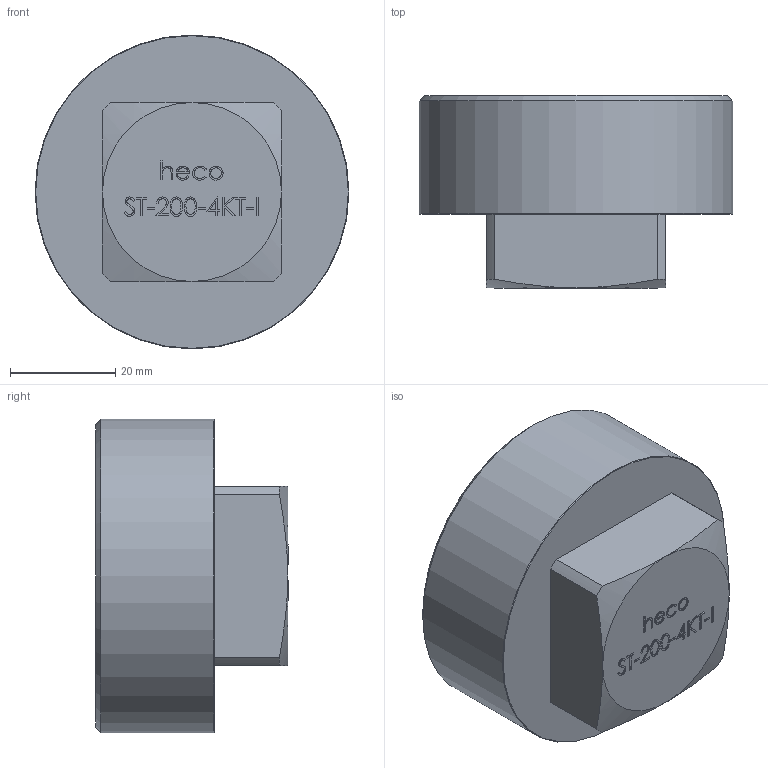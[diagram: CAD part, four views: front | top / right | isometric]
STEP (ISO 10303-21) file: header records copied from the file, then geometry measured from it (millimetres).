
FILE_DESCRIPTION (( 'STEP AP214' ), '1' );
FILE_NAME ('heco_ST-200-4KT-I 1510.STEP', '2015-10-21T09:16:27', ( 'test' ), ( '' ), 'SwSTEP 2.0', 'SolidWorks 2011', '' );
FILE_SCHEMA (( 'AUTOMOTIVE_DESIGN' ));
Length unit declared in the file: millimetre
Products named in the file (1): heco_ST-200-4KT-I 1510
Bounding box: 59.61 x 36.6 x 59.61 mm (x, y, z)
Volume: 31523.8 mm3; surface area: 15416.4 mm2
Topology: 1 solids, 1 shells, 197 faces, 504 edges, 333 vertices
Faces by surface type: plane 107, bspline 74, cylinder 7, cone 6, torus 3
Full cylindrical faces by diameter (mm): 27.5 x1, 50.5 x1, 59.614 x1
Entity records: 10329 total; most frequent: CARTESIAN_POINT 5725, ORIENTED_EDGE 992, DIRECTION 611, EDGE_CURVE 496, VERTEX_POINT 333, VECTOR 317, LINE 317, EDGE_LOOP 229
